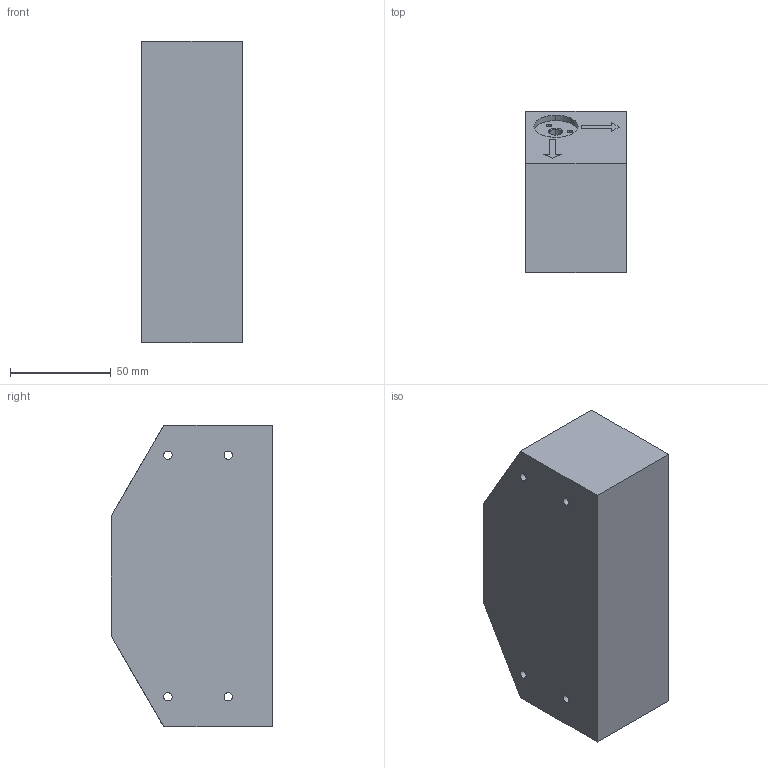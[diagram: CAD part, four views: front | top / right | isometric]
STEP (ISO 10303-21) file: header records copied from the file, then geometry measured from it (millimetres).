
FILE_DESCRIPTION (( 'STEP AP214' ), '1' );
FILE_NAME ('MS001.05.002SL.1.1 整机精度检测工装本体.STEP', '2022-11-02T09:44:49', ( '' ), ( '' ), 'SwSTEP 2.0', 'SolidWorks 2016', '' );
FILE_SCHEMA (( 'AUTOMOTIVE_DESIGN' ));
Length unit declared in the file: millimetre
Products named in the file (1): MS001.05.002SL.1.1 整机精度检测工装本体
Bounding box: 50 x 80 x 150 mm (x, y, z)
Volume: 533238.6 mm3; surface area: 47668.9 mm2
Topology: 1 solids, 1 shells, 82 faces, 222 edges, 145 vertices
Faces by surface type: cylinder 38, cone 24, plane 20
Entity records: 2842 total; most frequent: DIRECTION 452, CARTESIAN_POINT 432, ORIENTED_EDGE 408, EDGE_CURVE 204, AXIS2_PLACEMENT_3D 165, VERTEX_POINT 145, LINE 122, VECTOR 122
